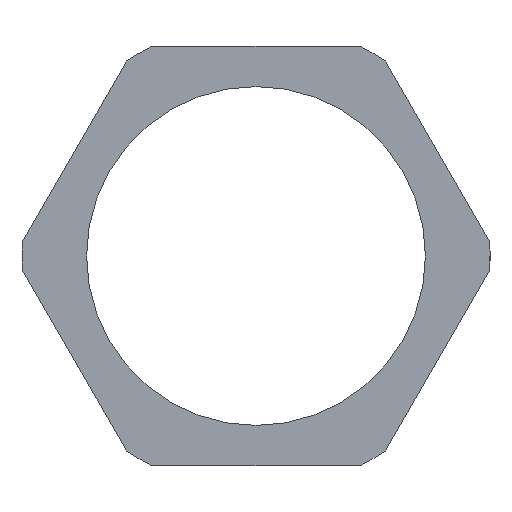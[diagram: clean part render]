
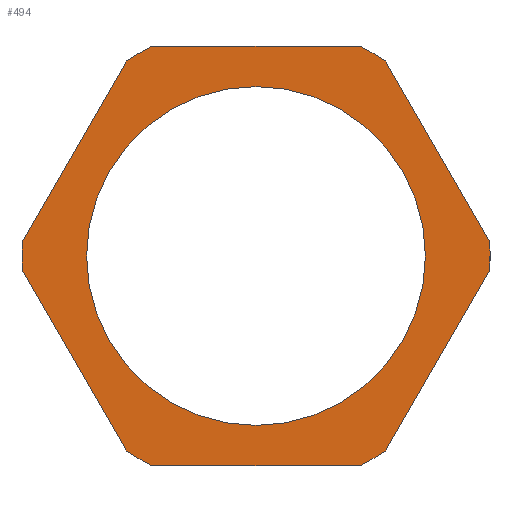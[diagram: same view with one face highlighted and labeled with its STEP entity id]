
A CAD part, front view. The second image highlights one B-rep face of the part: STEP entity #494.
In plain terms, the highlighted planar face has unit normal (0, -1, 0).
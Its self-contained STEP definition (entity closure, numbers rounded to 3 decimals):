
#1 = VERTEX_POINT ( 'NONE', #167 ) ;
#5 = DIRECTION ( 'NONE',  ( -0.5, 0., 0.866 ) ) ;
#15 = VERTEX_POINT ( 'NONE', #204 ) ;
#16 = DIRECTION ( 'NONE',  ( 0., 0., 1. ) ) ;
#18 = DIRECTION ( 'NONE',  ( 0., 0., 1. ) ) ;
#19 = CARTESIAN_POINT ( 'NONE',  ( 33.435, 0., -2.089 ) ) ;
#22 = CARTESIAN_POINT ( 'NONE',  ( -34.641, 0., 0. ) ) ;
#23 = VECTOR ( 'NONE', #152, 1000. ) ;
#25 = ORIENTED_EDGE ( 'NONE', *, *, #442, .T. ) ;
#28 = CARTESIAN_POINT ( 'NONE',  ( 34.641, 0., 0. ) ) ;
#30 = DIRECTION ( 'NONE',  ( 0., 1., 0. ) ) ;
#36 = CARTESIAN_POINT ( 'NONE',  ( 0., 0., 0. ) ) ;
#40 = EDGE_CURVE ( 'NONE', #500, #136, #294, .T. ) ;
#43 = CIRCLE ( 'NONE', #44, 24.25 ) ;
#44 = AXIS2_PLACEMENT_3D ( 'NONE', #335, #30, #417 ) ;
#46 = DIRECTION ( 'NONE',  ( 0., -1., 0. ) ) ;
#59 = AXIS2_PLACEMENT_3D ( 'NONE', #89, #363, #98 ) ;
#64 = DIRECTION ( 'NONE',  ( 0.5, 0., 0.866 ) ) ;
#69 = DIRECTION ( 'NONE',  ( 0., 1., 0. ) ) ;
#74 = LINE ( 'NONE', #518, #534 ) ;
#80 = CIRCLE ( 'NONE', #59, 24.25 ) ;
#84 = AXIS2_PLACEMENT_3D ( 'NONE', #146, #491, #454 ) ;
#88 = DIRECTION ( 'NONE',  ( 0., 0., 1. ) ) ;
#89 = CARTESIAN_POINT ( 'NONE',  ( 0., 0., 0. ) ) ;
#94 = CARTESIAN_POINT ( 'NONE',  ( -14.908, 0., 30. ) ) ;
#98 = DIRECTION ( 'NONE',  ( 0., 0., 1. ) ) ;
#104 = AXIS2_PLACEMENT_3D ( 'NONE', #188, #227, #16 ) ;
#106 = FACE_OUTER_BOUND ( 'NONE', #221, .T. ) ;
#111 = PLANE ( 'NONE',  #133 ) ;
#112 = FACE_BOUND ( 'NONE', #172, .T. ) ;
#118 = EDGE_CURVE ( 'NONE', #247, #541, #412, .T. ) ;
#129 = VERTEX_POINT ( 'NONE', #433 ) ;
#130 = DIRECTION ( 'NONE',  ( 0., -1., 0. ) ) ;
#133 = AXIS2_PLACEMENT_3D ( 'NONE', #36, #69, #376 ) ;
#135 = CARTESIAN_POINT ( 'NONE',  ( -17.321, 0., 30. ) ) ;
#136 = VERTEX_POINT ( 'NONE', #431 ) ;
#146 = CARTESIAN_POINT ( 'NONE',  ( 0., 0., 0. ) ) ;
#147 = EDGE_CURVE ( 'NONE', #129, #136, #527, .T. ) ;
#152 = DIRECTION ( 'NONE',  ( -1., 0., 0. ) ) ;
#167 = CARTESIAN_POINT ( 'NONE',  ( 18.527, 0., 27.911 ) ) ;
#172 = EDGE_LOOP ( 'NONE', ( #25, #328 ) ) ;
#174 = DIRECTION ( 'NONE',  ( 0., 0., 1. ) ) ;
#179 = VERTEX_POINT ( 'NONE', #438 ) ;
#180 = DIRECTION ( 'NONE',  ( 0.5, 0., -0.866 ) ) ;
#185 = VERTEX_POINT ( 'NONE', #267 ) ;
#188 = CARTESIAN_POINT ( 'NONE',  ( 0., 0., 0. ) ) ;
#194 = DIRECTION ( 'NONE',  ( 0., -1., 0. ) ) ;
#203 = VERTEX_POINT ( 'NONE', #359 ) ;
#204 = CARTESIAN_POINT ( 'NONE',  ( 0., 0., 24.25 ) ) ;
#207 = ORIENTED_EDGE ( 'NONE', *, *, #475, .F. ) ;
#216 = EDGE_CURVE ( 'NONE', #1, #203, #74, .T. ) ;
#221 = EDGE_LOOP ( 'NONE', ( #506, #381, #341, #542, #397, #435, #473, #207, #256, #402, #536, #336 ) ) ;
#225 = CARTESIAN_POINT ( 'NONE',  ( 18.527, 0., -27.911 ) ) ;
#227 = DIRECTION ( 'NONE',  ( 0., -1., 0. ) ) ;
#230 = DIRECTION ( 'NONE',  ( 0., -1., 0. ) ) ;
#239 = DIRECTION ( 'NONE',  ( -0.5, 0., -0.866 ) ) ;
#247 = VERTEX_POINT ( 'NONE', #94 ) ;
#255 = VERTEX_POINT ( 'NONE', #225 ) ;
#256 = ORIENTED_EDGE ( 'NONE', *, *, #299, .T. ) ;
#265 = EDGE_CURVE ( 'NONE', #457, #15, #80, .T. ) ;
#267 = CARTESIAN_POINT ( 'NONE',  ( 14.908, 0., -30. ) ) ;
#286 = LINE ( 'NONE', #22, #362 ) ;
#294 = CIRCLE ( 'NONE', #366, 33.5 ) ;
#296 = VERTEX_POINT ( 'NONE', #439 ) ;
#299 = EDGE_CURVE ( 'NONE', #386, #203, #456, .T. ) ;
#307 = EDGE_CURVE ( 'NONE', #247, #179, #488, .T. ) ;
#316 = CARTESIAN_POINT ( 'NONE',  ( 0., 0., 0. ) ) ;
#321 = DIRECTION ( 'NONE',  ( 0., 0., 1. ) ) ;
#323 = AXIS2_PLACEMENT_3D ( 'NONE', #375, #230, #321 ) ;
#328 = ORIENTED_EDGE ( 'NONE', *, *, #265, .T. ) ;
#334 = VECTOR ( 'NONE', #239, 1000. ) ;
#335 = CARTESIAN_POINT ( 'NONE',  ( 0., 0., 0. ) ) ;
#336 = ORIENTED_EDGE ( 'NONE', *, *, #307, .F. ) ;
#337 = CARTESIAN_POINT ( 'NONE',  ( -33.435, 0., 2.089 ) ) ;
#340 = LINE ( 'NONE', #419, #23 ) ;
#341 = ORIENTED_EDGE ( 'NONE', *, *, #40, .T. ) ;
#346 = CARTESIAN_POINT ( 'NONE',  ( 0., 0., 0. ) ) ;
#351 = CARTESIAN_POINT ( 'NONE',  ( -17.321, 0., -30. ) ) ;
#354 = EDGE_CURVE ( 'NONE', #500, #541, #286, .T. ) ;
#359 = CARTESIAN_POINT ( 'NONE',  ( 33.435, 0., 2.089 ) ) ;
#362 = VECTOR ( 'NONE', #64, 1000. ) ;
#363 = DIRECTION ( 'NONE',  ( 0., 1., 0. ) ) ;
#366 = AXIS2_PLACEMENT_3D ( 'NONE', #346, #46, #88 ) ;
#375 = CARTESIAN_POINT ( 'NONE',  ( 0., 0., 0. ) ) ;
#376 = DIRECTION ( 'NONE',  ( 0., 0., 1. ) ) ;
#378 = CARTESIAN_POINT ( 'NONE',  ( 0., 0., -24.25 ) ) ;
#381 = ORIENTED_EDGE ( 'NONE', *, *, #354, .F. ) ;
#385 = EDGE_CURVE ( 'NONE', #129, #296, #521, .T. ) ;
#386 = VERTEX_POINT ( 'NONE', #19 ) ;
#388 = CIRCLE ( 'NONE', #104, 33.5 ) ;
#393 = CARTESIAN_POINT ( 'NONE',  ( 0., 0., 0. ) ) ;
#397 = ORIENTED_EDGE ( 'NONE', *, *, #385, .T. ) ;
#401 = VECTOR ( 'NONE', #5, 1000. ) ;
#402 = ORIENTED_EDGE ( 'NONE', *, *, #216, .F. ) ;
#406 = EDGE_CURVE ( 'NONE', #1, #179, #471, .T. ) ;
#412 = CIRCLE ( 'NONE', #450, 33.5 ) ;
#416 = EDGE_CURVE ( 'NONE', #185, #255, #388, .T. ) ;
#417 = DIRECTION ( 'NONE',  ( 0., 0., 1. ) ) ;
#419 = CARTESIAN_POINT ( 'NONE',  ( 17.321, 0., -30. ) ) ;
#425 = VECTOR ( 'NONE', #526, 1000. ) ;
#431 = CARTESIAN_POINT ( 'NONE',  ( -33.435, 0., -2.089 ) ) ;
#433 = CARTESIAN_POINT ( 'NONE',  ( -18.527, 0., -27.911 ) ) ;
#435 = ORIENTED_EDGE ( 'NONE', *, *, #507, .F. ) ;
#438 = CARTESIAN_POINT ( 'NONE',  ( 14.908, 0., 30. ) ) ;
#439 = CARTESIAN_POINT ( 'NONE',  ( -14.908, 0., -30. ) ) ;
#442 = EDGE_CURVE ( 'NONE', #15, #457, #43, .T. ) ;
#449 = LINE ( 'NONE', #28, #334 ) ;
#450 = AXIS2_PLACEMENT_3D ( 'NONE', #393, #130, #174 ) ;
#454 = DIRECTION ( 'NONE',  ( 0., 0., 1. ) ) ;
#456 = CIRCLE ( 'NONE', #503, 33.5 ) ;
#457 = VERTEX_POINT ( 'NONE', #378 ) ;
#471 = CIRCLE ( 'NONE', #84, 33.5 ) ;
#473 = ORIENTED_EDGE ( 'NONE', *, *, #416, .T. ) ;
#475 = EDGE_CURVE ( 'NONE', #386, #255, #449, .T. ) ;
#488 = LINE ( 'NONE', #135, #425 ) ;
#491 = DIRECTION ( 'NONE',  ( 0., -1., 0. ) ) ;
#494 = ADVANCED_FACE ( 'NONE', ( #112, #106 ), #111, .F. ) ;
#500 = VERTEX_POINT ( 'NONE', #337 ) ;
#503 = AXIS2_PLACEMENT_3D ( 'NONE', #316, #194, #18 ) ;
#506 = ORIENTED_EDGE ( 'NONE', *, *, #118, .T. ) ;
#507 = EDGE_CURVE ( 'NONE', #185, #296, #340, .T. ) ;
#518 = CARTESIAN_POINT ( 'NONE',  ( 17.321, 0., 30. ) ) ;
#521 = CIRCLE ( 'NONE', #323, 33.5 ) ;
#526 = DIRECTION ( 'NONE',  ( 1., 0., 0. ) ) ;
#527 = LINE ( 'NONE', #351, #401 ) ;
#534 = VECTOR ( 'NONE', #180, 1000. ) ;
#536 = ORIENTED_EDGE ( 'NONE', *, *, #406, .T. ) ;
#537 = CARTESIAN_POINT ( 'NONE',  ( -18.527, 0., 27.911 ) ) ;
#541 = VERTEX_POINT ( 'NONE', #537 ) ;
#542 = ORIENTED_EDGE ( 'NONE', *, *, #147, .F. ) ;
